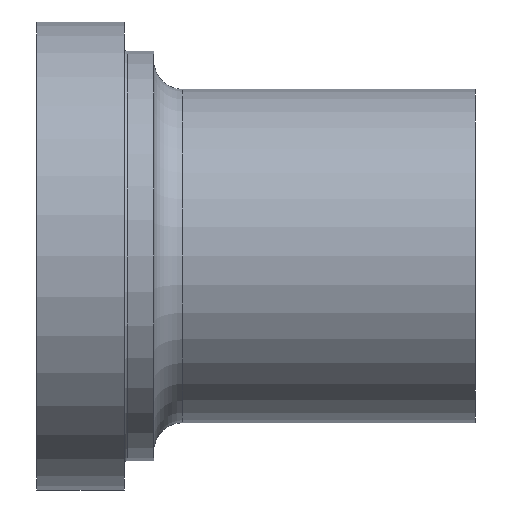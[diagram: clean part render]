
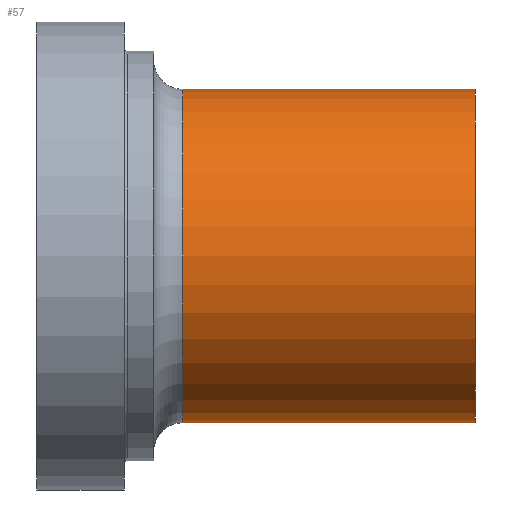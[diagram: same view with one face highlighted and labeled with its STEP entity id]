
A CAD part, front view. The second image highlights one B-rep face of the part: STEP entity #57.
In plain terms, the highlighted cylindrical face has radius 5.7 mm (diameter 11.4 mm), a full revolution.
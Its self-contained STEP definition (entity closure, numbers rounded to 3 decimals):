
#57 = ADVANCED_FACE( '', ( #120, #121 ), #122, .T. );
#120 = FACE_OUTER_BOUND( '', #179, .T. );
#121 = FACE_OUTER_BOUND( '', #180, .T. );
#122 = CYLINDRICAL_SURFACE( '', #181, 5.7 );
#179 = EDGE_LOOP( '', ( #252 ) );
#180 = EDGE_LOOP( '', ( #253 ) );
#181 = AXIS2_PLACEMENT_3D( '', #254, #255, #256 );
#252 = ORIENTED_EDGE( '', *, *, #277, .T. );
#253 = ORIENTED_EDGE( '', *, *, #283, .F. );
#254 = CARTESIAN_POINT( '', ( -60., 0., 0. ) );
#255 = DIRECTION( '', ( 1., 0., 0. ) );
#256 = DIRECTION( '', ( 0., 0., 1. ) );
#277 = EDGE_CURVE( '', #308, #308, #309, .T. );
#283 = EDGE_CURVE( '', #317, #317, #318, .T. );
#308 = VERTEX_POINT( '', #347 );
#309 = CIRCLE( '', #348, 5.7 );
#317 = VERTEX_POINT( '', #356 );
#318 = CIRCLE( '', #357, 5.7 );
#347 = CARTESIAN_POINT( '', ( 0., 0., 5.7 ) );
#348 = AXIS2_PLACEMENT_3D( '', #388, #389, #390 );
#356 = CARTESIAN_POINT( '', ( -10., 0., 5.7 ) );
#357 = AXIS2_PLACEMENT_3D( '', #397, #398, #399 );
#388 = CARTESIAN_POINT( '', ( 0., 0., 0. ) );
#389 = DIRECTION( '', ( -1., 0., 0. ) );
#390 = DIRECTION( '', ( 0., 0., 1. ) );
#397 = CARTESIAN_POINT( '', ( -10., 0., 0. ) );
#398 = DIRECTION( '', ( -1., 0., 0. ) );
#399 = DIRECTION( '', ( 0., 0., 1. ) );
